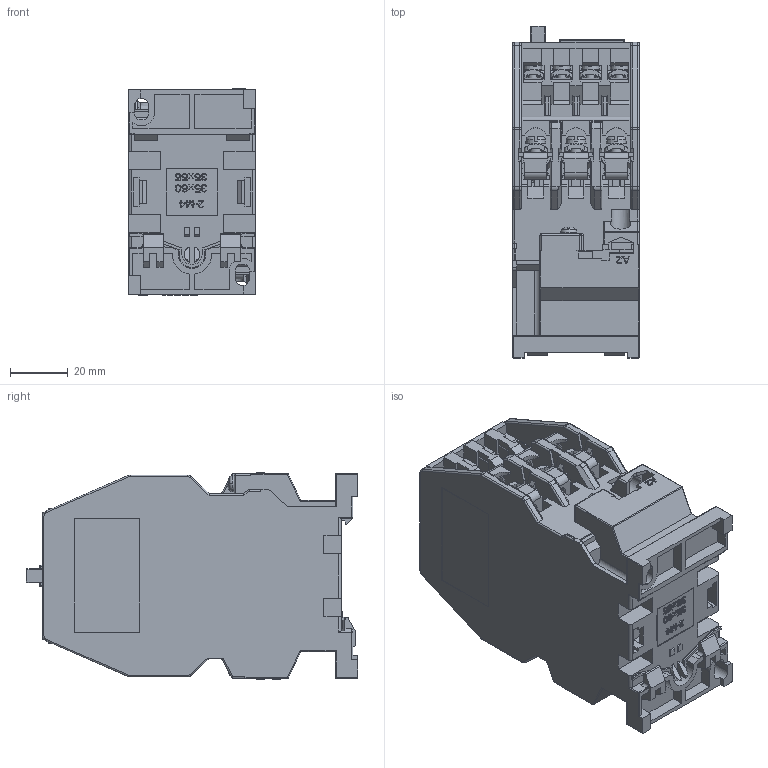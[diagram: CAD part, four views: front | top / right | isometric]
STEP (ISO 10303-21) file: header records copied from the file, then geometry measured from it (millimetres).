
FILE_DESCRIPTION((''),'2;1');
FILE_NAME('2-401-010_SW0001','2022-05-23T09:13:14',('zyongj'),(''),'CREO PARAMETRIC BY PTC INC, 2020044','CREO PARAMETRIC BY PTC INC, 2020044','');
FILE_SCHEMA(('CONFIG_CONTROL_DESIGN','SHAPE_APPEARANCE_LAYERS_GROUPS'));
Products named in the file (1): 2-401-010_SW0001
Bounding box: 44 x 115.2 x 71.6 mm (x, y, z)
Volume: 159730.4 mm3; surface area: 104810.1 mm2
Topology: 1 solids, 1 shells, 6426 faces, 18369 edges, 11798 vertices
Faces by surface type: plane 4457, cylinder 1352, torus 396, cone 94, bspline 65, sphere 62
Entity records: 258304 total; most frequent: CARTESIAN_POINT 59965, ORIENTED_EDGE 36674, DIRECTION 32736, EDGE_CURVE 18337, VECTOR 13760, LINE 13760, VERTEX_POINT 11798, AXIS2_PLACEMENT_3D 9488
